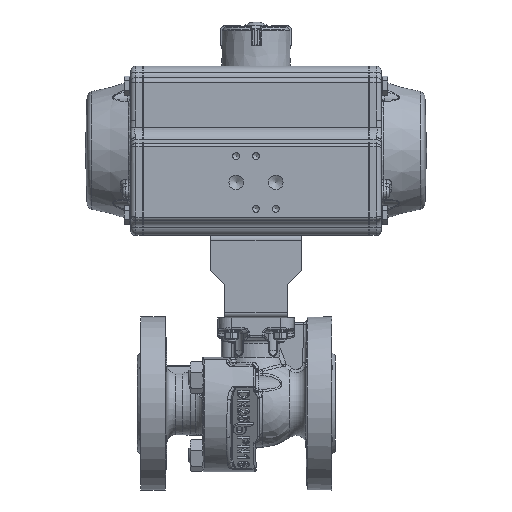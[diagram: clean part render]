
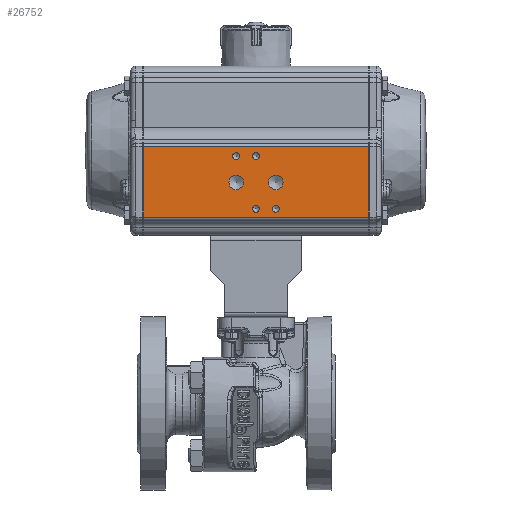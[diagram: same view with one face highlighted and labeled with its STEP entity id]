
A CAD part, top view. The second image highlights one B-rep face of the part: STEP entity #26752.
In plain terms, the highlighted face is planar.
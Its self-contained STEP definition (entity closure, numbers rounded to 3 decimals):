
#3334=CIRCLE('',#29135,2.1);
#3336=CIRCLE('',#29139,2.1);
#3338=CIRCLE('',#29143,2.1);
#3340=CIRCLE('',#29147,2.1);
#3342=CIRCLE('',#29151,4.4);
#3344=CIRCLE('',#29155,4.4);
#10510=ORIENTED_EDGE('',*,*,#14857,.T.);
#10511=ORIENTED_EDGE('',*,*,#14925,.F.);
#10512=ORIENTED_EDGE('',*,*,#14863,.F.);
#10513=ORIENTED_EDGE('',*,*,#14926,.T.);
#10514=ORIENTED_EDGE('',*,*,#14475,.F.);
#10515=ORIENTED_EDGE('',*,*,#14473,.F.);
#10516=ORIENTED_EDGE('',*,*,#14471,.F.);
#10517=ORIENTED_EDGE('',*,*,#14469,.F.);
#10518=ORIENTED_EDGE('',*,*,#14467,.F.);
#10519=ORIENTED_EDGE('',*,*,#14465,.F.);
#14465=EDGE_CURVE('',#17292,#17292,#3334,.T.);
#14467=EDGE_CURVE('',#17295,#17295,#3336,.T.);
#14469=EDGE_CURVE('',#17298,#17298,#3338,.T.);
#14471=EDGE_CURVE('',#17301,#17301,#3340,.T.);
#14473=EDGE_CURVE('',#17304,#17304,#3342,.T.);
#14475=EDGE_CURVE('',#17307,#17307,#3344,.T.);
#14857=EDGE_CURVE('',#17573,#17572,#19082,.T.);
#14863=EDGE_CURVE('',#17578,#17579,#19085,.T.);
#14925=EDGE_CURVE('',#17579,#17572,#19121,.T.);
#14926=EDGE_CURVE('',#17578,#17573,#19122,.T.);
#17292=VERTEX_POINT('',#72238);
#17295=VERTEX_POINT('',#72245);
#17298=VERTEX_POINT('',#72252);
#17301=VERTEX_POINT('',#72259);
#17304=VERTEX_POINT('',#72266);
#17307=VERTEX_POINT('',#72273);
#17572=VERTEX_POINT('',#75009);
#17573=VERTEX_POINT('',#75011);
#17578=VERTEX_POINT('',#75022);
#17579=VERTEX_POINT('',#75024);
#19082=LINE('',#75010,#20605);
#19085=LINE('',#75023,#20608);
#19121=LINE('',#75145,#20644);
#19122=LINE('',#75147,#20645);
#20605=VECTOR('',#35369,1000.);
#20608=VECTOR('',#35380,1000.);
#20644=VECTOR('',#35504,1000.);
#20645=VECTOR('',#35507,1000.);
#22579=EDGE_LOOP('',(#10510,#10511,#10512,#10513));
#22580=EDGE_LOOP('',(#10514));
#22581=EDGE_LOOP('',(#10515));
#22582=EDGE_LOOP('',(#10516));
#22583=EDGE_LOOP('',(#10517));
#22584=EDGE_LOOP('',(#10518));
#22585=EDGE_LOOP('',(#10519));
#24533=FACE_BOUND('',#22579,.T.);
#24534=FACE_BOUND('',#22580,.T.);
#24535=FACE_BOUND('',#22581,.T.);
#24536=FACE_BOUND('',#22582,.T.);
#24537=FACE_BOUND('',#22583,.T.);
#24538=FACE_BOUND('',#22584,.T.);
#24539=FACE_BOUND('',#22585,.T.);
#25219=PLANE('',#29549);
#26752=ADVANCED_FACE('',(#24533,#24534,#24535,#24536,#24537,#24538,#24539),
#25219,.F.);
#29135=AXIS2_PLACEMENT_3D('',#72237,#34517,#34518);
#29139=AXIS2_PLACEMENT_3D('',#72244,#34525,#34526);
#29143=AXIS2_PLACEMENT_3D('',#72251,#34533,#34534);
#29147=AXIS2_PLACEMENT_3D('',#72258,#34541,#34542);
#29151=AXIS2_PLACEMENT_3D('',#72265,#34549,#34550);
#29155=AXIS2_PLACEMENT_3D('',#72272,#34557,#34558);
#29549=AXIS2_PLACEMENT_3D('',#75146,#35505,#35506);
#34517=DIRECTION('',(-1.,0.,0.));
#34518=DIRECTION('',(0.,0.,1.));
#34525=DIRECTION('',(-1.,0.,0.));
#34526=DIRECTION('',(0.,0.,1.));
#34533=DIRECTION('',(-1.,0.,0.));
#34534=DIRECTION('',(0.,0.,1.));
#34541=DIRECTION('',(-1.,0.,0.));
#34542=DIRECTION('',(0.,0.,1.));
#34549=DIRECTION('',(-1.,0.,0.));
#34550=DIRECTION('',(0.,0.,1.));
#34557=DIRECTION('',(-1.,0.,0.));
#34558=DIRECTION('',(0.,0.,1.));
#35369=DIRECTION('',(0.,-1.,0.));
#35380=DIRECTION('',(0.,-1.,0.));
#35504=DIRECTION('',(0.,0.,-1.));
#35505=DIRECTION('',(1.,0.,0.));
#35506=DIRECTION('',(0.,0.,1.));
#35507=DIRECTION('',(0.,0.,-1.));
#72237=CARTESIAN_POINT('',(-53.5,-35.5,12.));
#72238=CARTESIAN_POINT('',(-53.5,-35.5,14.1));
#72244=CARTESIAN_POINT('',(-53.5,-35.5,0.));
#72245=CARTESIAN_POINT('',(-53.5,-35.5,2.1));
#72251=CARTESIAN_POINT('',(-53.5,-3.5,0.));
#72252=CARTESIAN_POINT('',(-53.5,-3.5,2.1));
#72258=CARTESIAN_POINT('',(-53.5,-3.5,-12.));
#72259=CARTESIAN_POINT('',(-53.5,-3.5,-9.9));
#72265=CARTESIAN_POINT('',(-53.5,-19.5,12.));
#72266=CARTESIAN_POINT('',(-53.5,-19.5,16.4));
#72272=CARTESIAN_POINT('',(-53.5,-19.5,-12.));
#72273=CARTESIAN_POINT('',(-53.5,-19.5,-7.6));
#75009=CARTESIAN_POINT('',(-53.5,-40.5,-68.5));
#75010=CARTESIAN_POINT('',(-53.5,2.212,-68.5));
#75011=CARTESIAN_POINT('',(-53.5,2.212,-68.5));
#75022=CARTESIAN_POINT('',(-53.5,2.212,68.5));
#75023=CARTESIAN_POINT('',(-53.5,2.212,68.5));
#75024=CARTESIAN_POINT('',(-53.5,-40.5,68.5));
#75145=CARTESIAN_POINT('',(-53.5,-40.5,68.5));
#75146=CARTESIAN_POINT('',(-53.5,2.212,68.5));
#75147=CARTESIAN_POINT('',(-53.5,2.212,68.5));
